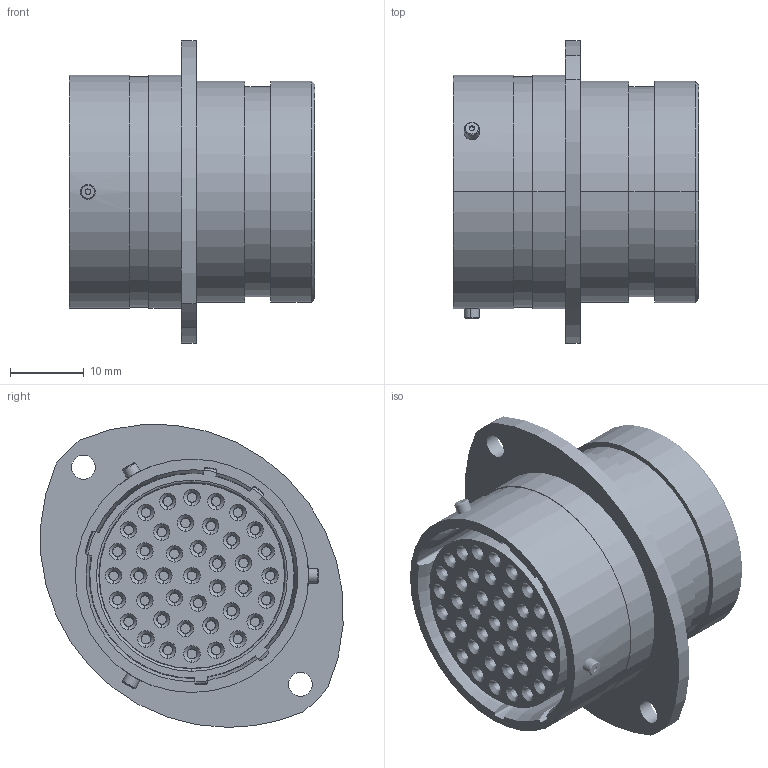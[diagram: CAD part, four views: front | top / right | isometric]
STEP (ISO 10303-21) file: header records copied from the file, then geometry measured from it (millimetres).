
FILE_DESCRIPTION (( 'STEP AP214' ), '1' );
FILE_NAME ('AS020-41SD.STEP', '2021-01-19T10:28:17', ( 'TE Connectivity' ), ( 'TE Connectivity' ), 'SwSTEP 2.0', 'SolidWorks 2016', '' );
FILE_SCHEMA (( 'AUTOMOTIVE_DESIGN' ));
Length unit declared in the file: millimetre
Products named in the file (1): AS020-41SD
Bounding box: 33.31 x 40.96 x 41.04 mm (x, y, z)
Volume: 19342.3 mm3; surface area: 21000.4 mm2
Topology: 9 solids, 9 shells, 2098 faces, 4436 edges, 2447 vertices
Faces by surface type: torus 840, cylinder 597, cone 512, plane 135, sphere 14
Entity records: 79890 total; most frequent: DIRECTION 11830, CARTESIAN_POINT 9262, ORIENTED_EDGE 8850, AXIS2_PLACEMENT_3D 5346, EDGE_CURVE 4425, CIRCLE 3247, VERTEX_POINT 2444, EDGE_LOOP 2377
